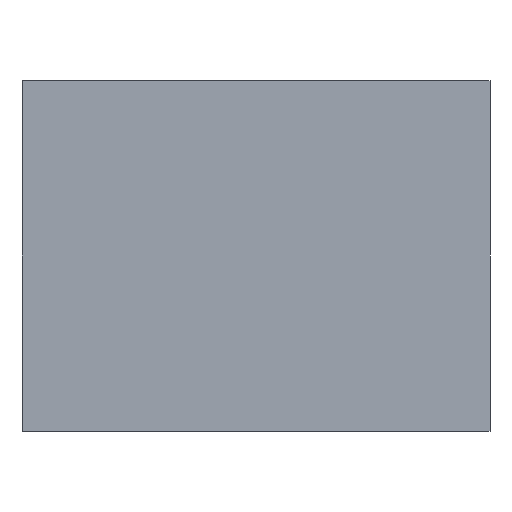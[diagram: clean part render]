
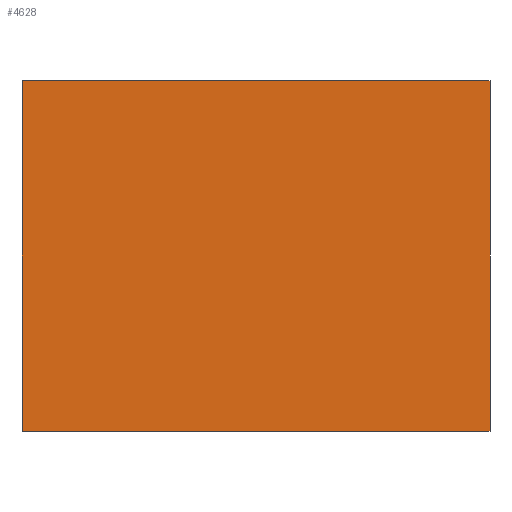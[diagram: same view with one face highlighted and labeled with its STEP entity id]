
A CAD part, front view. The second image highlights one B-rep face of the part: STEP entity #4628.
In plain terms, the highlighted planar face has unit normal (0, -1, 0).
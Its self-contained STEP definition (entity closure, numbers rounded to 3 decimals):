
#706=ORIENTED_EDGE('',*,*,#1846,.T.);
#707=ORIENTED_EDGE('',*,*,#1847,.T.);
#708=ORIENTED_EDGE('',*,*,#1848,.T.);
#709=ORIENTED_EDGE('',*,*,#1849,.T.);
#1846=EDGE_CURVE('',#2442,#2443,#2938,.T.);
#1847=EDGE_CURVE('',#2443,#2444,#2939,.T.);
#1848=EDGE_CURVE('',#2444,#2445,#2940,.T.);
#1849=EDGE_CURVE('',#2445,#2442,#2941,.T.);
#2442=VERTEX_POINT('',#8046);
#2443=VERTEX_POINT('',#8047);
#2444=VERTEX_POINT('',#8049);
#2445=VERTEX_POINT('',#8051);
#2938=LINE('',#8045,#3510);
#2939=LINE('',#8048,#3511);
#2940=LINE('',#8050,#3512);
#2941=LINE('',#8052,#3513);
#3510=VECTOR('',#6705,1000.);
#3511=VECTOR('',#6706,1000.);
#3512=VECTOR('',#6707,1000.);
#3513=VECTOR('',#6708,1000.);
#3946=EDGE_LOOP('',(#706,#707,#708,#709));
#4192=FACE_BOUND('',#3946,.T.);
#4414=PLANE('',#5965);
#4628=ADVANCED_FACE('',(#4192),#4414,.T.);
#5965=AXIS2_PLACEMENT_3D('',#8044,#6703,#6704);
#6703=DIRECTION('',(0.,-1.,0.));
#6704=DIRECTION('',(0.,0.,-1.));
#6705=DIRECTION('',(-1.,0.,0.));
#6706=DIRECTION('',(0.,0.,-1.));
#6707=DIRECTION('',(1.,0.,0.));
#6708=DIRECTION('',(0.,0.,1.));
#8044=CARTESIAN_POINT('',(0.,0.,0.));
#8045=CARTESIAN_POINT('',(1.,0.,0.75));
#8046=CARTESIAN_POINT('',(1.,0.,0.75));
#8047=CARTESIAN_POINT('',(-1.,0.,0.75));
#8048=CARTESIAN_POINT('',(-1.,0.,0.75));
#8049=CARTESIAN_POINT('',(-1.,0.,-0.75));
#8050=CARTESIAN_POINT('',(-1.,0.,-0.75));
#8051=CARTESIAN_POINT('',(1.,0.,-0.75));
#8052=CARTESIAN_POINT('',(1.,0.,-0.75));
